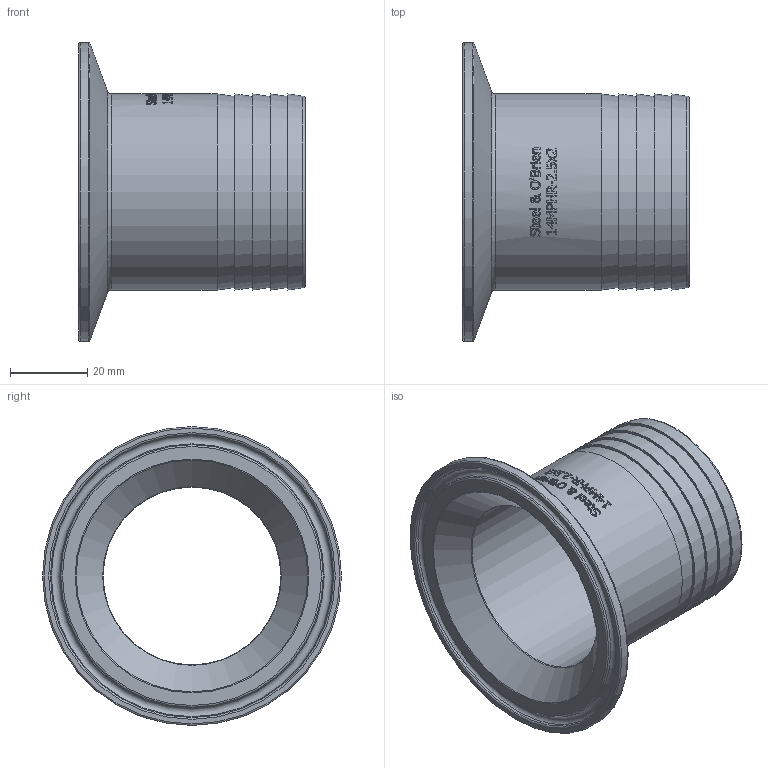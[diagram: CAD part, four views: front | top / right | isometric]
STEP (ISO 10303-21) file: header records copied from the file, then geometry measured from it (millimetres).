
FILE_DESCRIPTION(/* description */ (''),/* implementation_level */ '2;1');
FILE_NAME(/* name */ '14MPHR-2.5X2.stp',/* time_stamp */ '2021-11-16T11:28:27-05:00',/* author */ ('rick'),/* organization */ (''),/* preprocessor_version */ 'ST-DEVELOPER v18.1',/* originating_system */ 'Autodesk Inventor 2020',/* authorisation */ '');
FILE_SCHEMA (('AUTOMOTIVE_DESIGN { 1 0 10303 214 3 1 1 }'));
Length unit declared in the file: inch
Products named in the file (1): 14MPHR-2.5X2
Bounding box: 58.72 x 77.39 x 77.39 mm (x, y, z)
Volume: 28954.9 mm3; surface area: 23564.2 mm2
Topology: 1 solids, 1 shells, 423 faces, 1165 edges, 786 vertices
Faces by surface type: plane 194, bspline 170, cylinder 40, torus 10, cone 9
Full cylindrical faces by diameter (mm): 46.025 x1, 50.8 x1, 77.394 x1
Entity records: 17270 total; most frequent: CARTESIAN_POINT 7246, ORIENTED_EDGE 2330, DIRECTION 1637, EDGE_CURVE 1165, VERTEX_POINT 786, AXIS2_PLACEMENT_3D 558, LINE 521, VECTOR 521
